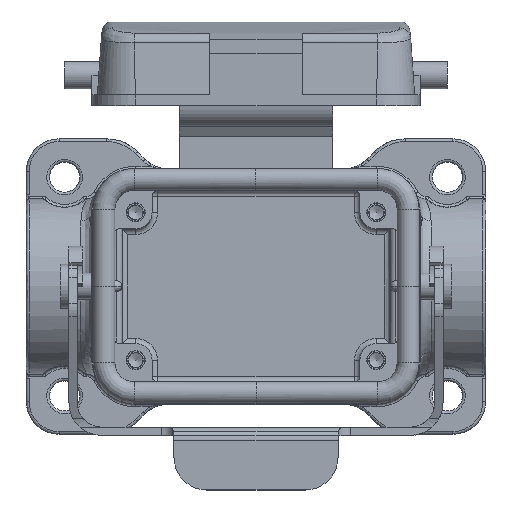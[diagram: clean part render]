
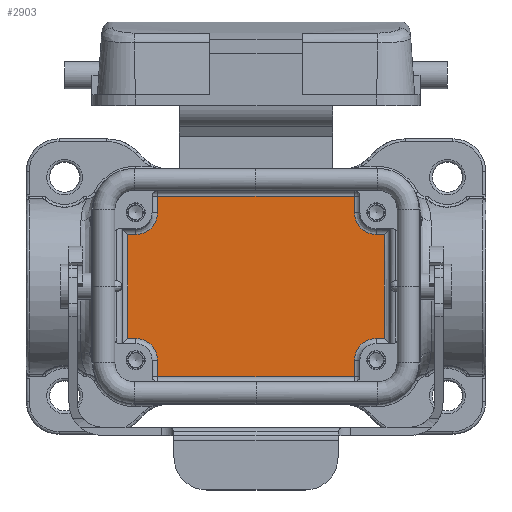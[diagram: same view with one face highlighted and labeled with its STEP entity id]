
A CAD part, top view. The second image highlights one B-rep face of the part: STEP entity #2903.
In plain terms, the highlighted planar face has unit normal (0, 0, 1).
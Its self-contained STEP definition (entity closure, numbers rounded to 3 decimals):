
#2903=ADVANCED_FACE('',(#3641),#3245,.T.);
#3245=PLANE('',#11758);
#3641=FACE_OUTER_BOUND('',#4182,.T.);
#4182=EDGE_LOOP('',(#6384,#6385,#6386,#6387,#6388,#6389,#6390,#6391,#6392,
#6393,#6394,#6395,#6396,#6397,#6398,#6399));
#4790=CIRCLE('',#11729,4.);
#4797=CIRCLE('',#11739,4.);
#4800=CIRCLE('',#11745,4.);
#4807=CIRCLE('',#11755,4.);
#6384=ORIENTED_EDGE('',*,*,#9308,.T.);
#6385=ORIENTED_EDGE('',*,*,#9275,.T.);
#6386=ORIENTED_EDGE('',*,*,#9277,.T.);
#6387=ORIENTED_EDGE('',*,*,#9279,.T.);
#6388=ORIENTED_EDGE('',*,*,#9282,.T.);
#6389=ORIENTED_EDGE('',*,*,#9285,.T.);
#6390=ORIENTED_EDGE('',*,*,#9287,.T.);
#6391=ORIENTED_EDGE('',*,*,#9289,.T.);
#6392=ORIENTED_EDGE('',*,*,#9291,.T.);
#6393=ORIENTED_EDGE('',*,*,#9293,.T.);
#6394=ORIENTED_EDGE('',*,*,#9295,.T.);
#6395=ORIENTED_EDGE('',*,*,#9297,.T.);
#6396=ORIENTED_EDGE('',*,*,#9300,.T.);
#6397=ORIENTED_EDGE('',*,*,#9303,.T.);
#6398=ORIENTED_EDGE('',*,*,#9305,.T.);
#6399=ORIENTED_EDGE('',*,*,#9307,.T.);
#8158=VERTEX_POINT('',#19299);
#8159=VERTEX_POINT('',#19301);
#8160=VERTEX_POINT('',#19305);
#8161=VERTEX_POINT('',#19333);
#8162=VERTEX_POINT('',#19347);
#8163=VERTEX_POINT('',#19361);
#8164=VERTEX_POINT('',#19365);
#8165=VERTEX_POINT('',#19398);
#8166=VERTEX_POINT('',#19411);
#8167=VERTEX_POINT('',#19415);
#8168=VERTEX_POINT('',#19419);
#8169=VERTEX_POINT('',#19447);
#8170=VERTEX_POINT('',#19461);
#8171=VERTEX_POINT('',#19475);
#8172=VERTEX_POINT('',#19479);
#8173=VERTEX_POINT('',#19516);
#9275=EDGE_CURVE('',#8158,#8159,#10225,.T.);
#9277=EDGE_CURVE('',#8159,#8160,#4790,.T.);
#9279=EDGE_CURVE('',#8160,#8161,#10226,.T.);
#9282=EDGE_CURVE('',#8161,#8162,#10227,.T.);
#9285=EDGE_CURVE('',#8162,#8163,#10228,.T.);
#9287=EDGE_CURVE('',#8163,#8164,#4797,.T.);
#9289=EDGE_CURVE('',#8164,#8165,#10229,.T.);
#9291=EDGE_CURVE('',#8165,#8166,#10230,.T.);
#9293=EDGE_CURVE('',#8166,#8167,#10231,.T.);
#9295=EDGE_CURVE('',#8167,#8168,#4800,.T.);
#9297=EDGE_CURVE('',#8168,#8169,#10232,.T.);
#9300=EDGE_CURVE('',#8169,#8170,#10233,.T.);
#9303=EDGE_CURVE('',#8170,#8171,#10234,.T.);
#9305=EDGE_CURVE('',#8171,#8172,#4807,.T.);
#9307=EDGE_CURVE('',#8172,#8173,#10235,.T.);
#9308=EDGE_CURVE('',#8173,#8158,#10236,.T.);
#10225=LINE('',#19302,#10888);
#10226=LINE('',#19334,#10889);
#10227=LINE('',#19348,#10890);
#10228=LINE('',#19362,#10891);
#10229=LINE('',#19399,#10892);
#10230=LINE('',#19412,#10893);
#10231=LINE('',#19416,#10894);
#10232=LINE('',#19448,#10895);
#10233=LINE('',#19462,#10896);
#10234=LINE('',#19476,#10897);
#10235=LINE('',#19517,#10898);
#10236=LINE('',#19519,#10899);
#10888=VECTOR('',#13514,1.);
#10889=VECTOR('',#13523,1.);
#10890=VECTOR('',#13530,1.);
#10891=VECTOR('',#13537,1.);
#10892=VECTOR('',#13544,1.);
#10893=VECTOR('',#13547,1.);
#10894=VECTOR('',#13552,1.);
#10895=VECTOR('',#13561,1.);
#10896=VECTOR('',#13568,1.);
#10897=VECTOR('',#13575,1.);
#10898=VECTOR('',#13582,1.);
#10899=VECTOR('',#13585,1.);
#11729=AXIS2_PLACEMENT_3D('',#19306,#13519,#13520);
#11739=AXIS2_PLACEMENT_3D('',#19366,#13542,#13543);
#11745=AXIS2_PLACEMENT_3D('',#19420,#13557,#13558);
#11755=AXIS2_PLACEMENT_3D('',#19480,#13580,#13581);
#11758=AXIS2_PLACEMENT_3D('',#19521,#13588,#13589);
#13514=DIRECTION('',(-1.,0.,0.));
#13519=DIRECTION('',(0.,0.,-1.));
#13520=DIRECTION('',(0.,-1.,0.));
#13523=DIRECTION('',(0.,1.,0.));
#13530=DIRECTION('',(-1.,0.,0.));
#13537=DIRECTION('',(0.,-1.,0.));
#13542=DIRECTION('',(0.,0.,-1.));
#13543=DIRECTION('',(1.,0.,0.));
#13544=DIRECTION('',(-1.,0.,0.));
#13547=DIRECTION('',(0.,-1.,0.));
#13552=DIRECTION('',(1.,0.,0.));
#13557=DIRECTION('',(0.,0.,-1.));
#13558=DIRECTION('',(0.,1.,0.));
#13561=DIRECTION('',(0.,-1.,0.));
#13568=DIRECTION('',(1.,0.,0.));
#13575=DIRECTION('',(0.,1.,0.));
#13580=DIRECTION('',(0.,0.,-1.));
#13581=DIRECTION('',(-1.,0.,0.));
#13582=DIRECTION('',(1.,0.,0.));
#13585=DIRECTION('',(0.,1.,0.));
#13588=DIRECTION('',(0.,0.,1.));
#13589=DIRECTION('',(0.,1.,0.));
#19299=CARTESIAN_POINT('',(23.49,9.5,-36.));
#19301=CARTESIAN_POINT('',(22.,9.5,-36.));
#19302=CARTESIAN_POINT('',(23.49,9.5,-36.));
#19305=CARTESIAN_POINT('',(18.,13.5,-36.));
#19306=CARTESIAN_POINT('',(22.,13.5,-36.));
#19333=CARTESIAN_POINT('',(18.,16.5,-36.));
#19334=CARTESIAN_POINT('',(18.,13.5,-36.));
#19347=CARTESIAN_POINT('',(-18.,16.5,-36.));
#19348=CARTESIAN_POINT('',(18.,16.5,-36.));
#19361=CARTESIAN_POINT('',(-18.,13.5,-36.));
#19362=CARTESIAN_POINT('',(-18.,16.5,-36.));
#19365=CARTESIAN_POINT('',(-22.,9.5,-36.));
#19366=CARTESIAN_POINT('',(-22.,13.5,-36.));
#19398=CARTESIAN_POINT('',(-23.49,9.5,-36.));
#19399=CARTESIAN_POINT('',(-22.,9.5,-36.));
#19411=CARTESIAN_POINT('',(-23.49,-9.5,-36.));
#19412=CARTESIAN_POINT('',(-23.49,9.5,-36.));
#19415=CARTESIAN_POINT('',(-22.,-9.5,-36.));
#19416=CARTESIAN_POINT('',(-23.49,-9.5,-36.));
#19419=CARTESIAN_POINT('',(-18.,-13.5,-36.));
#19420=CARTESIAN_POINT('',(-22.,-13.5,-36.));
#19447=CARTESIAN_POINT('',(-18.,-16.5,-36.));
#19448=CARTESIAN_POINT('',(-18.,-13.5,-36.));
#19461=CARTESIAN_POINT('',(18.,-16.5,-36.));
#19462=CARTESIAN_POINT('',(-18.,-16.5,-36.));
#19475=CARTESIAN_POINT('',(18.,-13.5,-36.));
#19476=CARTESIAN_POINT('',(18.,-16.5,-36.));
#19479=CARTESIAN_POINT('',(22.,-9.5,-36.));
#19480=CARTESIAN_POINT('',(22.,-13.5,-36.));
#19516=CARTESIAN_POINT('',(23.49,-9.5,-36.));
#19517=CARTESIAN_POINT('',(22.,-9.5,-36.));
#19519=CARTESIAN_POINT('',(23.49,-9.5,-36.));
#19521=CARTESIAN_POINT('',(28.7,-19.68,-36.));
